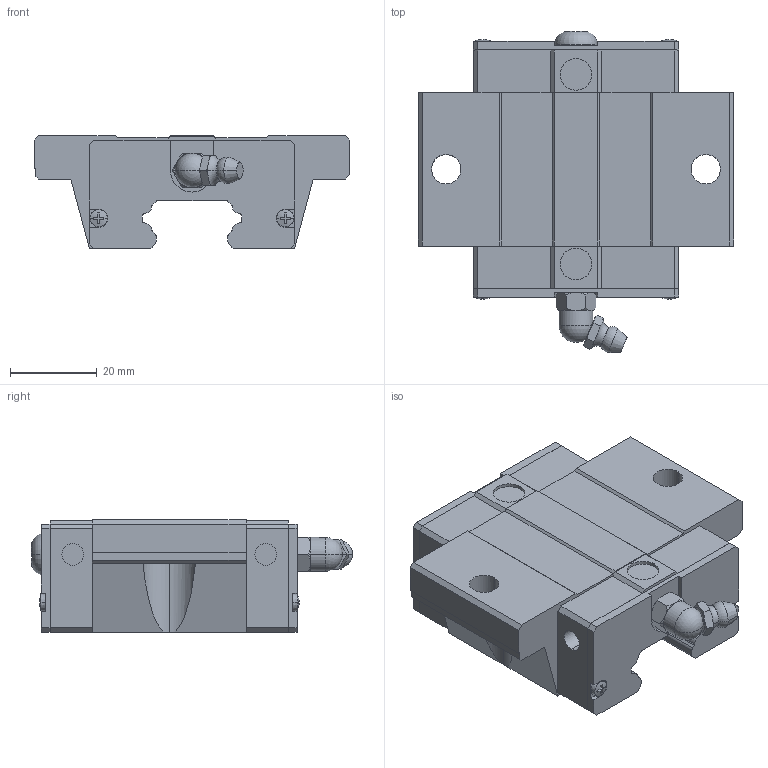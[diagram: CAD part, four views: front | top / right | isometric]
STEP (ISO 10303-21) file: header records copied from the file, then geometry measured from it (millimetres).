
FILE_DESCRIPTION(('STEP AP214'),'1');
FILE_NAME('cctmp_58A43F2A-2F8E-4C6F-B611-97F5332D4C85_2024_08_08_16_32_16_0509..stp','2024-08-08T14:32:16',('HIWIN GmbH'),('CADClick - www.CADClick.com'),'Spatial InterOp 3D',' ','unknown authorization');
FILE_SCHEMA(('AUTOMOTIVE_DESIGN'));
Length unit declared in the file: millimetre
Products named in the file (1): EGW25SCZ0C_FILE
Bounding box: 73 x 74.21 x 26 mm (x, y, z)
Volume: 68763.4 mm3; surface area: 16095.9 mm2
Topology: 1 solids, 5 shells, 346 faces, 925 edges, 601 vertices
Faces by surface type: plane 204, cylinder 84, cone 38, torus 18, sphere 2
Entity records: 13708 total; most frequent: CARTESIAN_POINT 2367, ORIENTED_EDGE 1846, DIRECTION 1734, EDGE_CURVE 923, VERTEX_POINT 601, LINE 582, VECTOR 582, AXIS2_PLACEMENT_3D 576
